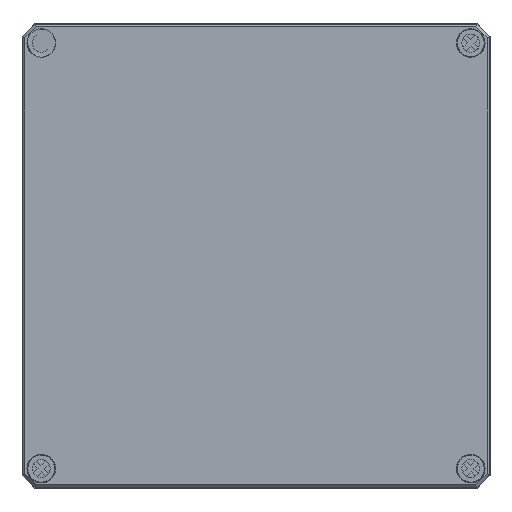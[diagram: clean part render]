
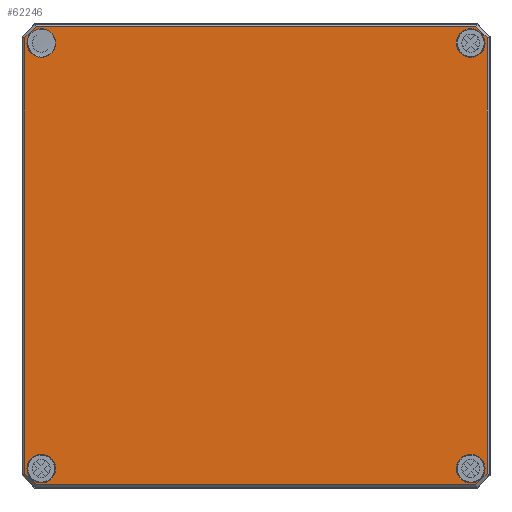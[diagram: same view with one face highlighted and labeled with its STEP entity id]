
A CAD part, top view. The second image highlights one B-rep face of the part: STEP entity #62246.
In plain terms, the highlighted planar face has unit normal (0, 0, 1).
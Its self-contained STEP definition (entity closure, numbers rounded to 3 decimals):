
#104=FACE_BOUND('',#20946,.T.);
#105=FACE_BOUND('',#20947,.T.);
#106=FACE_BOUND('',#20948,.T.);
#107=FACE_BOUND('',#20949,.T.);
#409=PLANE('',#66123);
#5129=LINE('',#84887,#10319);
#5130=LINE('',#84889,#10320);
#5131=LINE('',#84891,#10321);
#5132=LINE('',#84893,#10322);
#5133=LINE('',#84895,#10323);
#5134=LINE('',#84897,#10324);
#5135=LINE('',#84899,#10325);
#5136=LINE('',#84900,#10326);
#10319=VECTOR('',#70574,10.);
#10320=VECTOR('',#70575,10.);
#10321=VECTOR('',#70576,10.);
#10322=VECTOR('',#70577,10.);
#10323=VECTOR('',#70578,10.);
#10324=VECTOR('',#70579,10.);
#10325=VECTOR('',#70580,10.);
#10326=VECTOR('',#70581,10.);
#17231=FACE_OUTER_BOUND('',#20945,.T.);
#20945=EDGE_LOOP('',(#43092,#43093,#43094,#43095,#43096,#43097,#43098,#43099));
#20946=EDGE_LOOP('',(#43100,#43101));
#20947=EDGE_LOOP('',(#43102,#43103));
#20948=EDGE_LOOP('',(#43104));
#20949=EDGE_LOOP('',(#43105));
#24985=CIRCLE('',#66121,5.556);
#24987=CIRCLE('',#66124,5.556);
#24988=CIRCLE('',#66125,5.556);
#24989=CIRCLE('',#66126,5.556);
#24990=CIRCLE('',#66127,5.556);
#24991=CIRCLE('',#66128,5.556);
#26855=VERTEX_POINT('',#84881);
#26856=VERTEX_POINT('',#84885);
#26857=VERTEX_POINT('',#84886);
#26858=VERTEX_POINT('',#84888);
#26859=VERTEX_POINT('',#84890);
#26860=VERTEX_POINT('',#84892);
#26861=VERTEX_POINT('',#84894);
#26862=VERTEX_POINT('',#84896);
#26863=VERTEX_POINT('',#84898);
#26864=VERTEX_POINT('',#84901);
#26865=VERTEX_POINT('',#84902);
#26866=VERTEX_POINT('',#84905);
#26867=VERTEX_POINT('',#84906);
#26868=VERTEX_POINT('',#84909);
#33219=EDGE_CURVE('',#26855,#26855,#24985,.T.);
#33221=EDGE_CURVE('',#26856,#26857,#5129,.T.);
#33222=EDGE_CURVE('',#26858,#26856,#5130,.T.);
#33223=EDGE_CURVE('',#26859,#26858,#5131,.T.);
#33224=EDGE_CURVE('',#26860,#26859,#5132,.T.);
#33225=EDGE_CURVE('',#26861,#26860,#5133,.T.);
#33226=EDGE_CURVE('',#26862,#26861,#5134,.T.);
#33227=EDGE_CURVE('',#26863,#26862,#5135,.T.);
#33228=EDGE_CURVE('',#26857,#26863,#5136,.T.);
#33229=EDGE_CURVE('',#26864,#26865,#24987,.T.);
#33230=EDGE_CURVE('',#26865,#26864,#24988,.T.);
#33231=EDGE_CURVE('',#26866,#26867,#24989,.T.);
#33232=EDGE_CURVE('',#26867,#26866,#24990,.T.);
#33233=EDGE_CURVE('',#26868,#26868,#24991,.T.);
#43092=ORIENTED_EDGE('',*,*,#33221,.F.);
#43093=ORIENTED_EDGE('',*,*,#33222,.F.);
#43094=ORIENTED_EDGE('',*,*,#33223,.F.);
#43095=ORIENTED_EDGE('',*,*,#33224,.F.);
#43096=ORIENTED_EDGE('',*,*,#33225,.F.);
#43097=ORIENTED_EDGE('',*,*,#33226,.F.);
#43098=ORIENTED_EDGE('',*,*,#33227,.F.);
#43099=ORIENTED_EDGE('',*,*,#33228,.F.);
#43100=ORIENTED_EDGE('',*,*,#33229,.F.);
#43101=ORIENTED_EDGE('',*,*,#33230,.F.);
#43102=ORIENTED_EDGE('',*,*,#33231,.F.);
#43103=ORIENTED_EDGE('',*,*,#33232,.F.);
#43104=ORIENTED_EDGE('',*,*,#33233,.F.);
#43105=ORIENTED_EDGE('',*,*,#33219,.F.);
#62246=ADVANCED_FACE('',(#17231,#104,#105,#106,#107),#409,.T.);
#66121=AXIS2_PLACEMENT_3D('',#84882,#70568,#70569);
#66123=AXIS2_PLACEMENT_3D('',#84884,#70572,#70573);
#66124=AXIS2_PLACEMENT_3D('',#84903,#70582,#70583);
#66125=AXIS2_PLACEMENT_3D('',#84904,#70584,#70585);
#66126=AXIS2_PLACEMENT_3D('',#84907,#70586,#70587);
#66127=AXIS2_PLACEMENT_3D('',#84908,#70588,#70589);
#66128=AXIS2_PLACEMENT_3D('',#84910,#70590,#70591);
#70568=DIRECTION('center_axis',(0.,0.,1.));
#70569=DIRECTION('ref_axis',(-1.,0.,0.));
#70572=DIRECTION('center_axis',(0.,0.,1.));
#70573=DIRECTION('ref_axis',(1.,0.,0.));
#70574=DIRECTION('',(0.707,-0.707,0.));
#70575=DIRECTION('',(1.,0.,0.));
#70576=DIRECTION('',(0.707,0.707,0.));
#70577=DIRECTION('',(0.,1.,0.));
#70578=DIRECTION('',(-0.707,0.707,0.));
#70579=DIRECTION('',(-1.,0.,0.));
#70580=DIRECTION('',(-0.707,-0.707,0.));
#70581=DIRECTION('',(0.,-1.,0.));
#70582=DIRECTION('center_axis',(0.,0.,1.));
#70583=DIRECTION('ref_axis',(1.,0.,0.));
#70584=DIRECTION('center_axis',(0.,0.,1.));
#70585=DIRECTION('ref_axis',(1.,0.,0.));
#70586=DIRECTION('center_axis',(0.,0.,1.));
#70587=DIRECTION('ref_axis',(1.,0.,0.));
#70588=DIRECTION('center_axis',(0.,0.,1.));
#70589=DIRECTION('ref_axis',(1.,0.,0.));
#70590=DIRECTION('center_axis',(0.,0.,1.));
#70591=DIRECTION('ref_axis',(-1.,0.,0.));
#84881=CARTESIAN_POINT('',(-77.944,82.75,18.));
#84882=CARTESIAN_POINT('Origin',(-83.5,82.75,18.));
#84884=CARTESIAN_POINT('Origin',(0.,0.,
18.));
#84885=CARTESIAN_POINT('',(85.521,89.093,18.));
#84886=CARTESIAN_POINT('',(89.843,84.771,18.));
#84887=CARTESIAN_POINT('',(86.244,88.369,18.));
#84888=CARTESIAN_POINT('',(-85.521,89.093,18.));
#84889=CARTESIAN_POINT('',(-43.,89.093,18.));
#84890=CARTESIAN_POINT('',(-89.843,84.771,18.));
#84891=CARTESIAN_POINT('',(-88.744,85.869,18.));
#84892=CARTESIAN_POINT('',(-89.843,-84.771,18.));
#84893=CARTESIAN_POINT('',(-89.843,-42.625,18.));
#84894=CARTESIAN_POINT('',(-85.521,-89.093,18.));
#84895=CARTESIAN_POINT('',(-86.244,-88.369,18.));
#84896=CARTESIAN_POINT('',(85.521,-89.093,18.));
#84897=CARTESIAN_POINT('',(43.,-89.093,18.));
#84898=CARTESIAN_POINT('',(89.843,-84.771,18.));
#84899=CARTESIAN_POINT('',(88.744,-85.869,18.));
#84900=CARTESIAN_POINT('',(89.843,42.625,18.));
#84901=CARTESIAN_POINT('',(77.944,82.75,18.));
#84902=CARTESIAN_POINT('',(89.056,82.75,18.));
#84903=CARTESIAN_POINT('Origin',(83.5,82.75,18.));
#84904=CARTESIAN_POINT('Origin',(83.5,82.75,18.));
#84905=CARTESIAN_POINT('',(77.944,-82.75,18.));
#84906=CARTESIAN_POINT('',(89.056,-82.75,18.));
#84907=CARTESIAN_POINT('Origin',(83.5,-82.75,18.));
#84908=CARTESIAN_POINT('Origin',(83.5,-82.75,18.));
#84909=CARTESIAN_POINT('',(-77.944,-82.75,18.));
#84910=CARTESIAN_POINT('Origin',(-83.5,-82.75,18.));
